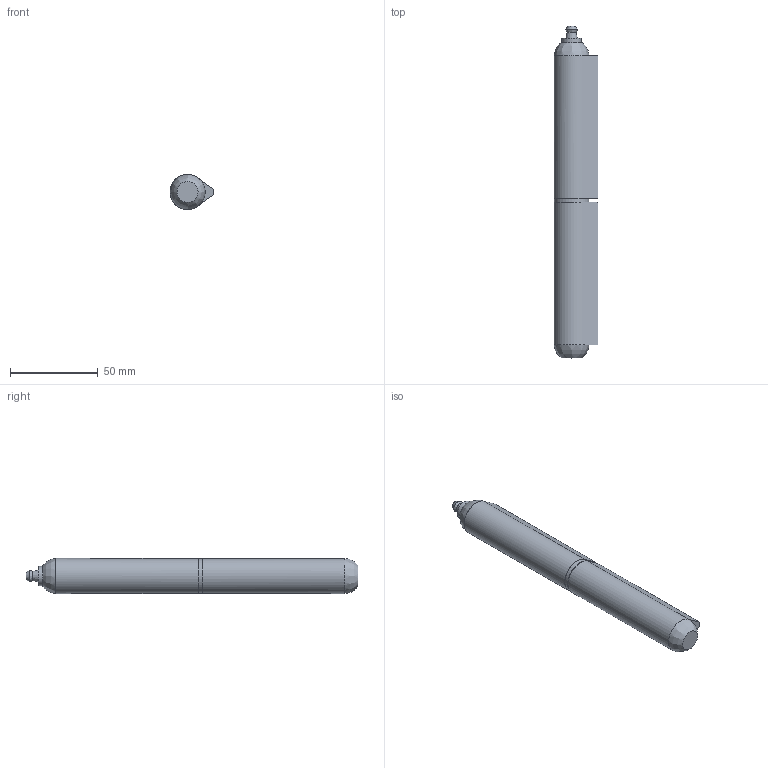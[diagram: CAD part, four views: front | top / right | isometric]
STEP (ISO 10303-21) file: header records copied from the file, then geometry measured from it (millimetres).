
FILE_DESCRIPTION( ( 'STEP AP214' ), '1' );
FILE_NAME( 'K0984.1201800120.stp', '2020-12-10T09:10:53', ( '' ), ( '' ), ' ', 'PARTsolutions', ' ' );
FILE_SCHEMA( ( 'AUTOMOTIVE_DESIGN { 1 0 10303 214 1 1 1 1 }' ) );
Length unit declared in the file: millimetre
Products named in the file (1): _K0984.1201800120
Bounding box: 25 x 189.5 x 20 mm (x, y, z)
Volume: 62199 mm3; surface area: 13413.8 mm2
Topology: 1 solids, 2 shells, 27 faces, 52 edges, 33 vertices
Faces by surface type: plane 15, cylinder 5, cone 4, bspline 3
Full cylindrical faces by diameter (mm): 11 x1, 14 x1, 19.8 x1
Entity records: 911 total; most frequent: CARTESIAN_POINT 179, DIRECTION 108, ORIENTED_EDGE 78, AXIS2_PLACEMENT_3D 44, EDGE_LOOP 41, EDGE_CURVE 39, FACE_OUTER_BOUND 33, VERTEX_POINT 31
